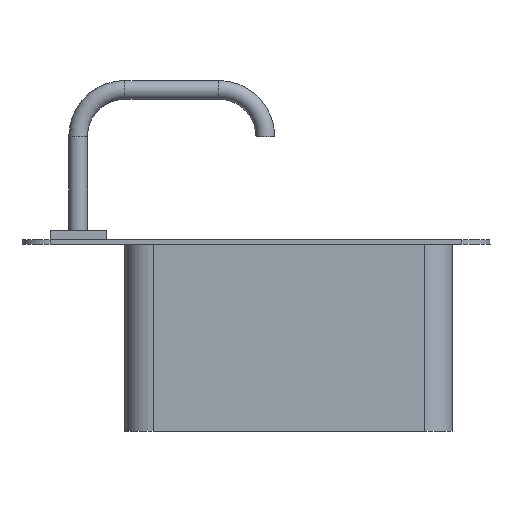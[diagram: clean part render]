
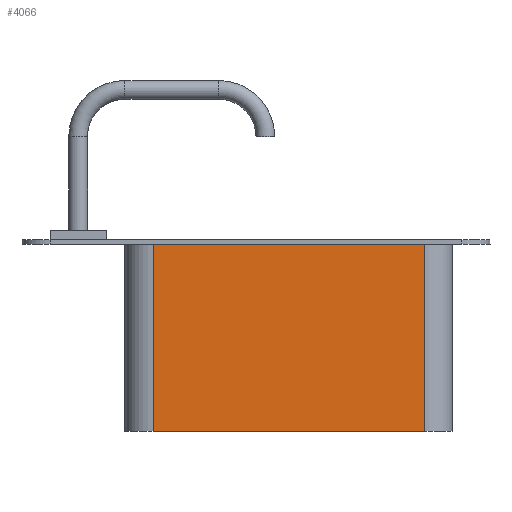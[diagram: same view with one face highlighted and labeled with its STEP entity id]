
A CAD part, left-side view. The second image highlights one B-rep face of the part: STEP entity #4066.
In plain terms, the highlighted planar face has unit normal (-1, 0, 0).
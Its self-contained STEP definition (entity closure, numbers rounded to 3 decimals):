
#2729 = PLANE('',#2730);
#2730 = AXIS2_PLACEMENT_3D('',#2731,#2732,#2733);
#2731 = CARTESIAN_POINT('',(31761.617,14504.2,0.));
#2732 = DIRECTION('',(0.,0.,-1.));
#2733 = DIRECTION('',(-1.,0.,0.));
#3244 = VERTEX_POINT('',#3245);
#3245 = CARTESIAN_POINT('',(31771.617,14864.2,0.));
#3264 = CYLINDRICAL_SURFACE('',#3265,30.);
#3265 = AXIS2_PLACEMENT_3D('',#3266,#3267,#3268);
#3266 = CARTESIAN_POINT('',(31801.617,14864.2,0.));
#3267 = DIRECTION('',(0.,0.,1.));
#3268 = DIRECTION('',(0.,1.,0.));
#3276 = EDGE_CURVE('',#3244,#3277,#3279,.T.);
#3277 = VERTEX_POINT('',#3278);
#3278 = CARTESIAN_POINT('',(31771.617,14574.2,0.));
#3279 = SURFACE_CURVE('',#3280,(#3284,#3291),.PCURVE_S1.);
#3280 = LINE('',#3281,#3282);
#3281 = CARTESIAN_POINT('',(31771.617,14864.2,0.));
#3282 = VECTOR('',#3283,1.);
#3283 = DIRECTION('',(0.,-1.,0.));
#3284 = PCURVE('',#2729,#3285);
#3285 = DEFINITIONAL_REPRESENTATION('',(#3286),#3290);
#3286 = LINE('',#3287,#3288);
#3287 = CARTESIAN_POINT('',(-10.,360.));
#3288 = VECTOR('',#3289,1.);
#3289 = DIRECTION('',(0.,-1.));
#3290 = ( GEOMETRIC_REPRESENTATION_CONTEXT(2) 
PARAMETRIC_REPRESENTATION_CONTEXT() REPRESENTATION_CONTEXT('2D SPACE',''
  ) );
#3291 = PCURVE('',#3292,#3297);
#3292 = PLANE('',#3293);
#3293 = AXIS2_PLACEMENT_3D('',#3294,#3295,#3296);
#3294 = CARTESIAN_POINT('',(31771.617,14864.2,0.));
#3295 = DIRECTION('',(-1.,0.,0.));
#3296 = DIRECTION('',(0.,-1.,0.));
#3297 = DEFINITIONAL_REPRESENTATION('',(#3298),#3302);
#3298 = LINE('',#3299,#3300);
#3299 = CARTESIAN_POINT('',(0.,0.));
#3300 = VECTOR('',#3301,1.);
#3301 = DIRECTION('',(1.,0.));
#3302 = ( GEOMETRIC_REPRESENTATION_CONTEXT(2) 
PARAMETRIC_REPRESENTATION_CONTEXT() REPRESENTATION_CONTEXT('2D SPACE',''
  ) );
#3325 = CYLINDRICAL_SURFACE('',#3326,30.);
#3326 = AXIS2_PLACEMENT_3D('',#3327,#3328,#3329);
#3327 = CARTESIAN_POINT('',(31801.617,14574.2,0.));
#3328 = DIRECTION('',(0.,0.,1.));
#3329 = DIRECTION('',(-1.,0.,0.));
#3823 = PLANE('',#3824);
#3824 = AXIS2_PLACEMENT_3D('',#3825,#3826,#3827);
#3825 = CARTESIAN_POINT('',(31801.617,14544.2,-200.));
#3826 = DIRECTION('',(0.,0.,-1.));
#3827 = DIRECTION('',(-1.,0.,0.));
#3962 = EDGE_CURVE('',#3277,#3963,#3965,.T.);
#3963 = VERTEX_POINT('',#3964);
#3964 = CARTESIAN_POINT('',(31771.617,14574.2,-200.));
#3965 = SURFACE_CURVE('',#3966,(#3970,#3977),.PCURVE_S1.);
#3966 = LINE('',#3967,#3968);
#3967 = CARTESIAN_POINT('',(31771.617,14574.2,0.));
#3968 = VECTOR('',#3969,1.);
#3969 = DIRECTION('',(0.,0.,-1.));
#3970 = PCURVE('',#3325,#3971);
#3971 = DEFINITIONAL_REPRESENTATION('',(#3972),#3976);
#3972 = LINE('',#3973,#3974);
#3973 = CARTESIAN_POINT('',(0.,0.));
#3974 = VECTOR('',#3975,1.);
#3975 = DIRECTION('',(0.,-1.));
#3976 = ( GEOMETRIC_REPRESENTATION_CONTEXT(2) 
PARAMETRIC_REPRESENTATION_CONTEXT() REPRESENTATION_CONTEXT('2D SPACE',''
  ) );
#3977 = PCURVE('',#3292,#3978);
#3978 = DEFINITIONAL_REPRESENTATION('',(#3979),#3983);
#3979 = LINE('',#3980,#3981);
#3980 = CARTESIAN_POINT('',(290.,0.));
#3981 = VECTOR('',#3982,1.);
#3982 = DIRECTION('',(0.,-1.));
#3983 = ( GEOMETRIC_REPRESENTATION_CONTEXT(2) 
PARAMETRIC_REPRESENTATION_CONTEXT() REPRESENTATION_CONTEXT('2D SPACE',''
  ) );
#4066 = ADVANCED_FACE('',(#4067),#3292,.T.);
#4067 = FACE_BOUND('',#4068,.T.);
#4068 = EDGE_LOOP('',(#4069,#4092,#4113,#4114));
#4069 = ORIENTED_EDGE('',*,*,#4070,.T.);
#4070 = EDGE_CURVE('',#3244,#4071,#4073,.T.);
#4071 = VERTEX_POINT('',#4072);
#4072 = CARTESIAN_POINT('',(31771.617,14864.2,-200.));
#4073 = SURFACE_CURVE('',#4074,(#4078,#4085),.PCURVE_S1.);
#4074 = LINE('',#4075,#4076);
#4075 = CARTESIAN_POINT('',(31771.617,14864.2,0.));
#4076 = VECTOR('',#4077,1.);
#4077 = DIRECTION('',(0.,0.,-1.));
#4078 = PCURVE('',#3292,#4079);
#4079 = DEFINITIONAL_REPRESENTATION('',(#4080),#4084);
#4080 = LINE('',#4081,#4082);
#4081 = CARTESIAN_POINT('',(0.,0.));
#4082 = VECTOR('',#4083,1.);
#4083 = DIRECTION('',(0.,-1.));
#4084 = ( GEOMETRIC_REPRESENTATION_CONTEXT(2) 
PARAMETRIC_REPRESENTATION_CONTEXT() REPRESENTATION_CONTEXT('2D SPACE',''
  ) );
#4085 = PCURVE('',#3264,#4086);
#4086 = DEFINITIONAL_REPRESENTATION('',(#4087),#4091);
#4087 = LINE('',#4088,#4089);
#4088 = CARTESIAN_POINT('',(1.571,0.));
#4089 = VECTOR('',#4090,1.);
#4090 = DIRECTION('',(0.,-1.));
#4091 = ( GEOMETRIC_REPRESENTATION_CONTEXT(2) 
PARAMETRIC_REPRESENTATION_CONTEXT() REPRESENTATION_CONTEXT('2D SPACE',''
  ) );
#4092 = ORIENTED_EDGE('',*,*,#4093,.T.);
#4093 = EDGE_CURVE('',#4071,#3963,#4094,.T.);
#4094 = SURFACE_CURVE('',#4095,(#4099,#4106),.PCURVE_S1.);
#4095 = LINE('',#4096,#4097);
#4096 = CARTESIAN_POINT('',(31771.617,14864.2,-200.));
#4097 = VECTOR('',#4098,1.);
#4098 = DIRECTION('',(0.,-1.,0.));
#4099 = PCURVE('',#3292,#4100);
#4100 = DEFINITIONAL_REPRESENTATION('',(#4101),#4105);
#4101 = LINE('',#4102,#4103);
#4102 = CARTESIAN_POINT('',(0.,-200.));
#4103 = VECTOR('',#4104,1.);
#4104 = DIRECTION('',(1.,0.));
#4105 = ( GEOMETRIC_REPRESENTATION_CONTEXT(2) 
PARAMETRIC_REPRESENTATION_CONTEXT() REPRESENTATION_CONTEXT('2D SPACE',''
  ) );
#4106 = PCURVE('',#3823,#4107);
#4107 = DEFINITIONAL_REPRESENTATION('',(#4108),#4112);
#4108 = LINE('',#4109,#4110);
#4109 = CARTESIAN_POINT('',(30.,320.));
#4110 = VECTOR('',#4111,1.);
#4111 = DIRECTION('',(-0.,-1.));
#4112 = ( GEOMETRIC_REPRESENTATION_CONTEXT(2) 
PARAMETRIC_REPRESENTATION_CONTEXT() REPRESENTATION_CONTEXT('2D SPACE',''
  ) );
#4113 = ORIENTED_EDGE('',*,*,#3962,.F.);
#4114 = ORIENTED_EDGE('',*,*,#3276,.F.);
